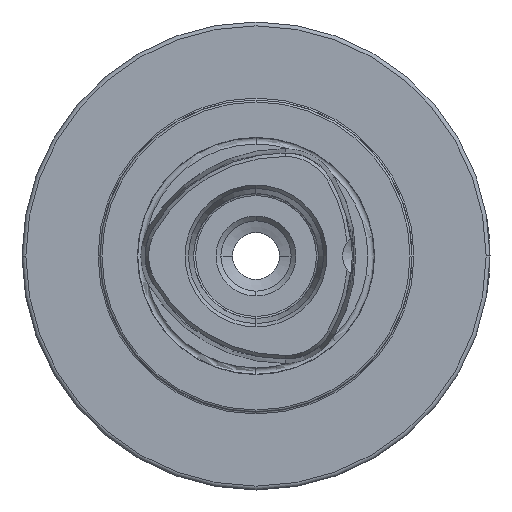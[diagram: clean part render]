
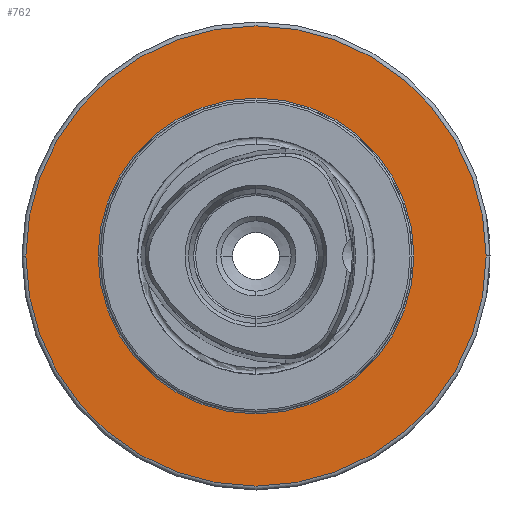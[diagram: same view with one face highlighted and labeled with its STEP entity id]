
A CAD part, left-side view. The second image highlights one B-rep face of the part: STEP entity #762.
In plain terms, the highlighted planar face has unit normal (-1, 0, 0).
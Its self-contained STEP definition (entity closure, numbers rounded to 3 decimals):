
#113 = DIRECTION ( 'NONE',  ( 0., -1., 0. ) ) ;
#126 = CARTESIAN_POINT ( 'NONE',  ( 31., -59., 0. ) ) ;
#234 = FACE_OUTER_BOUND ( 'NONE', #3299, .T. ) ;
#247 = CARTESIAN_POINT ( 'NONE',  ( 31., 0., 0. ) ) ;
#647 = EDGE_CURVE ( 'NONE', #4368, #779, #901, .T. ) ;
#696 = CARTESIAN_POINT ( 'NONE',  ( 31., 59., 0. ) ) ;
#762 = ADVANCED_FACE ( 'NONE', ( #4998, #234 ), #2142, .T. ) ;
#779 = VERTEX_POINT ( 'NONE', #2174 ) ;
#809 = AXIS2_PLACEMENT_3D ( 'NONE', #1821, #3510, #113 ) ;
#901 = CIRCLE ( 'NONE', #809, 40.5 ) ;
#989 = VERTEX_POINT ( 'NONE', #696 ) ;
#1110 = DIRECTION ( 'NONE',  ( 1., 0., 0. ) ) ;
#1289 = DIRECTION ( 'NONE',  ( 1., 0., 0. ) ) ;
#1307 = DIRECTION ( 'NONE',  ( 0., 1., 0. ) ) ;
#1333 = CIRCLE ( 'NONE', #1637, 59. ) ;
#1637 = AXIS2_PLACEMENT_3D ( 'NONE', #247, #1110, #2432 ) ;
#1757 = CARTESIAN_POINT ( 'NONE',  ( 31., 0., 0. ) ) ;
#1821 = CARTESIAN_POINT ( 'NONE',  ( 31., 0., 0. ) ) ;
#2099 = DIRECTION ( 'NONE',  ( 0., -1., 0. ) ) ;
#2142 = PLANE ( 'NONE',  #3636 ) ;
#2174 = CARTESIAN_POINT ( 'NONE',  ( 31., -40.5, 0. ) ) ;
#2262 = DIRECTION ( 'NONE',  ( 0., -1., 0. ) ) ;
#2396 = ORIENTED_EDGE ( 'NONE', *, *, #3859, .T. ) ;
#2432 = DIRECTION ( 'NONE',  ( 0., 1., 0. ) ) ;
#2744 = EDGE_CURVE ( 'NONE', #989, #3450, #1333, .T. ) ;
#2791 = ORIENTED_EDGE ( 'NONE', *, *, #5278, .F. ) ;
#2831 = EDGE_LOOP ( 'NONE', ( #2396, #5421 ) ) ;
#3076 = CARTESIAN_POINT ( 'NONE',  ( 31., 0., 0. ) ) ;
#3174 = AXIS2_PLACEMENT_3D ( 'NONE', #1757, #1289, #1307 ) ;
#3299 = EDGE_LOOP ( 'NONE', ( #5458, #2791 ) ) ;
#3370 = DIRECTION ( 'NONE',  ( -1., 0., 0. ) ) ;
#3412 = CARTESIAN_POINT ( 'NONE',  ( 31., 40.5, 0. ) ) ;
#3450 = VERTEX_POINT ( 'NONE', #126 ) ;
#3510 = DIRECTION ( 'NONE',  ( 1., 0., 0. ) ) ;
#3636 = AXIS2_PLACEMENT_3D ( 'NONE', #4218, #3370, #2099 ) ;
#3859 = EDGE_CURVE ( 'NONE', #779, #4368, #4151, .T. ) ;
#3918 = DIRECTION ( 'NONE',  ( 1., 0., 0. ) ) ;
#4151 = CIRCLE ( 'NONE', #4367, 40.5 ) ;
#4218 = CARTESIAN_POINT ( 'NONE',  ( 31., 40., 0. ) ) ;
#4367 = AXIS2_PLACEMENT_3D ( 'NONE', #3076, #3918, #2262 ) ;
#4368 = VERTEX_POINT ( 'NONE', #3412 ) ;
#4392 = CIRCLE ( 'NONE', #3174, 59. ) ;
#4998 = FACE_BOUND ( 'NONE', #2831, .T. ) ;
#5278 = EDGE_CURVE ( 'NONE', #3450, #989, #4392, .T. ) ;
#5421 = ORIENTED_EDGE ( 'NONE', *, *, #647, .T. ) ;
#5458 = ORIENTED_EDGE ( 'NONE', *, *, #2744, .F. ) ;
